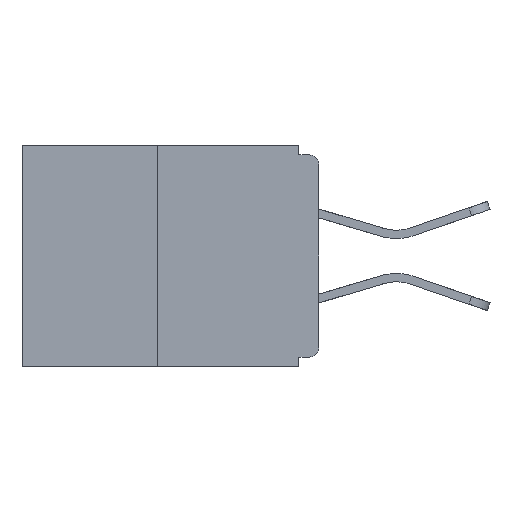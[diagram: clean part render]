
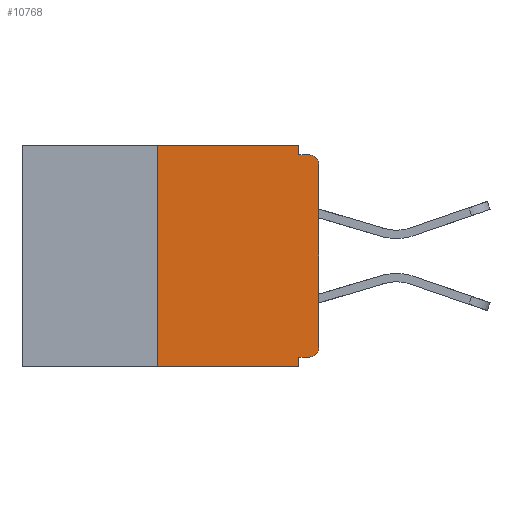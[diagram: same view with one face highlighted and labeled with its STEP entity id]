
A CAD part, left-side view. The second image highlights one B-rep face of the part: STEP entity #10768.
In plain terms, the highlighted planar face has unit normal (-1, 0, 0).
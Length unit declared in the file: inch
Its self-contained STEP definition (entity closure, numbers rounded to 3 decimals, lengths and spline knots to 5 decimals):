
#175 = VERTEX_POINT ( 'NONE', #4314 ) ;
#206 = DIRECTION ( 'NONE',  ( 0., -1., 0. ) ) ;
#2165 = CARTESIAN_POINT ( 'NONE',  ( 0., 0.25, 0. ) ) ;
#2761 = VERTEX_POINT ( 'NONE', #21320 ) ;
#2826 = ORIENTED_EDGE ( 'NONE', *, *, #22902, .F. ) ;
#3055 = CARTESIAN_POINT ( 'NONE',  ( 0., 0., -0.03 ) ) ;
#3295 = VERTEX_POINT ( 'NONE', #11159 ) ;
#3623 = ORIENTED_EDGE ( 'NONE', *, *, #16515, .T. ) ;
#4288 = CIRCLE ( 'NONE', #12562, 0.015 ) ;
#4314 = CARTESIAN_POINT ( 'NONE',  ( 0., 0.031, -0.328 ) ) ;
#4429 = FACE_OUTER_BOUND ( 'NONE', #26745, .T. ) ;
#4992 = ORIENTED_EDGE ( 'NONE', *, *, #21178, .T. ) ;
#5230 = ORIENTED_EDGE ( 'NONE', *, *, #21189, .F. ) ;
#5365 = ORIENTED_EDGE ( 'NONE', *, *, #17565, .F. ) ;
#5444 = LINE ( 'NONE', #18844, #20251 ) ;
#5899 = LINE ( 'NONE', #22142, #11907 ) ;
#5971 = CARTESIAN_POINT ( 'NONE',  ( 0., 0.46, -0.343 ) ) ;
#6354 = CARTESIAN_POINT ( 'NONE',  ( 0., 0.031, -0.015 ) ) ;
#7855 = LINE ( 'NONE', #26123, #22978 ) ;
#7994 = AXIS2_PLACEMENT_3D ( 'NONE', #27527, #23493, #14003 ) ;
#8018 = ORIENTED_EDGE ( 'NONE', *, *, #21184, .F. ) ;
#8089 = VERTEX_POINT ( 'NONE', #25004 ) ;
#8462 = CARTESIAN_POINT ( 'NONE',  ( 0., 0., 0. ) ) ;
#8613 = DIRECTION ( 'NONE',  ( 0., 0., -1. ) ) ;
#9063 = VERTEX_POINT ( 'NONE', #3055 ) ;
#9615 = CARTESIAN_POINT ( 'NONE',  ( 0., 0.25, 0. ) ) ;
#9917 = DIRECTION ( 'NONE',  ( 0., 1., 0. ) ) ;
#10215 = PLANE ( 'NONE',  #20872 ) ;
#10417 = VERTEX_POINT ( 'NONE', #17597 ) ;
#10551 = EDGE_CURVE ( 'NONE', #3295, #9063, #19256, .T. ) ;
#10768 = ADVANCED_FACE ( 'NONE', ( #4429 ), #10215, .F. ) ;
#11110 = VERTEX_POINT ( 'NONE', #2165 ) ;
#11159 = CARTESIAN_POINT ( 'NONE',  ( 0., 0., -0.313 ) ) ;
#11430 = DIRECTION ( 'NONE',  ( 0., 0., -1. ) ) ;
#11458 = CIRCLE ( 'NONE', #7994, 0.015 ) ;
#11486 = ORIENTED_EDGE ( 'NONE', *, *, #16786, .F. ) ;
#11648 = LINE ( 'NONE', #26774, #13020 ) ;
#11694 = VECTOR ( 'NONE', #206, 39.37008 ) ;
#11907 = VECTOR ( 'NONE', #20171, 39.37008 ) ;
#12562 = AXIS2_PLACEMENT_3D ( 'NONE', #22429, #29217, #17691 ) ;
#13020 = VECTOR ( 'NONE', #11430, 39.37008 ) ;
#13430 = VERTEX_POINT ( 'NONE', #6354 ) ;
#13597 = EDGE_CURVE ( 'NONE', #11110, #2761, #7855, .T. ) ;
#14003 = DIRECTION ( 'NONE',  ( 0., 0., -1. ) ) ;
#14109 = DIRECTION ( 'NONE',  ( 0., 0., 1. ) ) ;
#14130 = LINE ( 'NONE', #18145, #11694 ) ;
#14198 = VERTEX_POINT ( 'NONE', #24687 ) ;
#14251 = LINE ( 'NONE', #9615, #16738 ) ;
#16156 = VECTOR ( 'NONE', #21732, 39.37008 ) ;
#16515 = EDGE_CURVE ( 'NONE', #10417, #3295, #4288, .T. ) ;
#16738 = VECTOR ( 'NONE', #14109, 39.37008 ) ;
#16786 = EDGE_CURVE ( 'NONE', #13430, #18645, #14130, .T. ) ;
#17521 = ORIENTED_EDGE ( 'NONE', *, *, #22500, .T. ) ;
#17565 = EDGE_CURVE ( 'NONE', #175, #14198, #11648, .T. ) ;
#17597 = CARTESIAN_POINT ( 'NONE',  ( 0., 0.015, -0.328 ) ) ;
#17691 = DIRECTION ( 'NONE',  ( 0., 0., -1. ) ) ;
#18145 = CARTESIAN_POINT ( 'NONE',  ( 0., 0., -0.015 ) ) ;
#18645 = VERTEX_POINT ( 'NONE', #24018 ) ;
#18844 = CARTESIAN_POINT ( 'NONE',  ( 0., 0., -0.328 ) ) ;
#19256 = LINE ( 'NONE', #8462, #26321 ) ;
#19332 = CARTESIAN_POINT ( 'NONE',  ( 0., 0.46, 0. ) ) ;
#20171 = DIRECTION ( 'NONE',  ( 0., 0., -1. ) ) ;
#20251 = VECTOR ( 'NONE', #9917, 39.37008 ) ;
#20872 = AXIS2_PLACEMENT_3D ( 'NONE', #19332, #21602, #8613 ) ;
#21118 = LINE ( 'NONE', #5971, #16156 ) ;
#21178 = EDGE_CURVE ( 'NONE', #9063, #18645, #11458, .T. ) ;
#21184 = EDGE_CURVE ( 'NONE', #8089, #11110, #14251, .T. ) ;
#21189 = EDGE_CURVE ( 'NONE', #10417, #175, #5444, .T. ) ;
#21320 = CARTESIAN_POINT ( 'NONE',  ( 0., 0.031, 0. ) ) ;
#21602 = DIRECTION ( 'NONE',  ( 1., 0., 0. ) ) ;
#21732 = DIRECTION ( 'NONE',  ( 0., -1., 0. ) ) ;
#21875 = DIRECTION ( 'NONE',  ( 0., -1., 0. ) ) ;
#22142 = CARTESIAN_POINT ( 'NONE',  ( 0., 0.031, 0. ) ) ;
#22429 = CARTESIAN_POINT ( 'NONE',  ( 0., 0.015, -0.313 ) ) ;
#22500 = EDGE_CURVE ( 'NONE', #8089, #14198, #21118, .T. ) ;
#22799 = ORIENTED_EDGE ( 'NONE', *, *, #13597, .F. ) ;
#22902 = EDGE_CURVE ( 'NONE', #2761, #13430, #5899, .T. ) ;
#22978 = VECTOR ( 'NONE', #21875, 39.37008 ) ;
#23493 = DIRECTION ( 'NONE',  ( -1., 0., 0. ) ) ;
#23989 = DIRECTION ( 'NONE',  ( 0., 0., 1. ) ) ;
#24018 = CARTESIAN_POINT ( 'NONE',  ( 0., 0.015, -0.015 ) ) ;
#24687 = CARTESIAN_POINT ( 'NONE',  ( 0., 0.031, -0.343 ) ) ;
#25004 = CARTESIAN_POINT ( 'NONE',  ( 0., 0.25, -0.343 ) ) ;
#25428 = ORIENTED_EDGE ( 'NONE', *, *, #10551, .T. ) ;
#26123 = CARTESIAN_POINT ( 'NONE',  ( 0., 0.46, 0. ) ) ;
#26321 = VECTOR ( 'NONE', #23989, 39.37008 ) ;
#26745 = EDGE_LOOP ( 'NONE', ( #22799, #8018, #17521, #5365, #5230, #3623, #25428, #4992, #11486, #2826 ) ) ;
#26774 = CARTESIAN_POINT ( 'NONE',  ( 0., 0.031, -0.343 ) ) ;
#27527 = CARTESIAN_POINT ( 'NONE',  ( 0., 0.015, -0.03 ) ) ;
#29217 = DIRECTION ( 'NONE',  ( -1., 0., 0. ) ) ;
